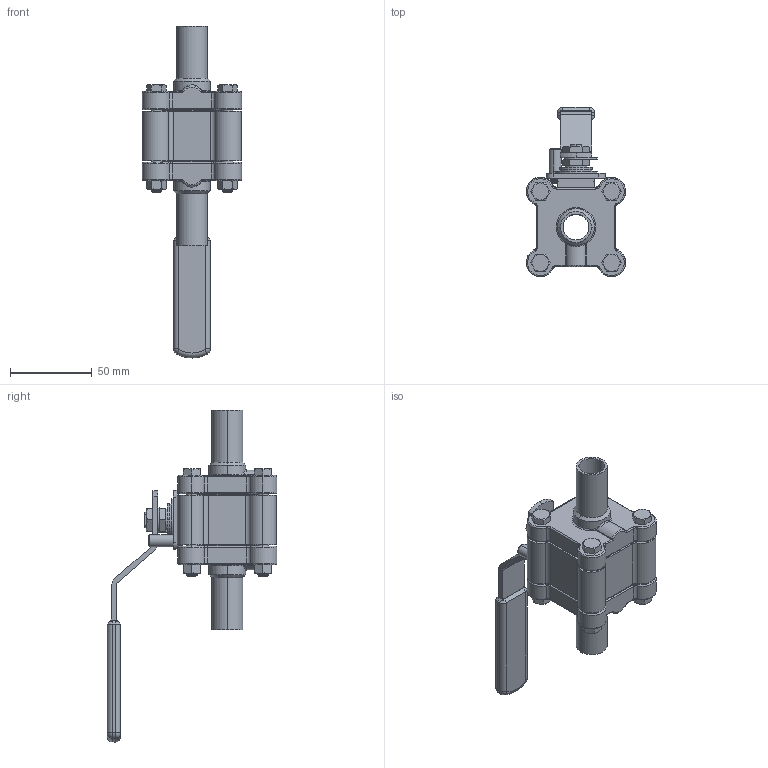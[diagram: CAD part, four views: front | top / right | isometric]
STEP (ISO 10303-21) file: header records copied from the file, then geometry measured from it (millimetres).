
FILE_DESCRIPTION (( 'STEP AP203' ), '1' );
FILE_NAME ('9020-075-TE.STEP', '2020-08-04T15:47:19', ( '' ), ( '' ), 'SwSTEP 2.0', 'SolidWorks 2018', '' );
FILE_SCHEMA (( 'CONFIG_CONTROL_DESIGN' ));
Length unit declared in the file: inch
Products named in the file (1): 9020-075-TE
Bounding box: 60.86 x 104.21 x 203.58 mm (x, y, z)
Volume: 166126.2 mm3; surface area: 82798.5 mm2
Topology: 23 solids, 23 shells, 1345 faces, 3483 edges, 2253 vertices
Faces by surface type: plane 497, cylinder 448, bspline 222, cone 100, torus 70, sphere 8
Entity records: 62353 total; most frequent: CARTESIAN_POINT 31966, ORIENTED_EDGE 6946, DIRECTION 5398, EDGE_CURVE 3473, VERTEX_POINT 2249, AXIS2_PLACEMENT_3D 1864, VECTOR 1670, LINE 1670
